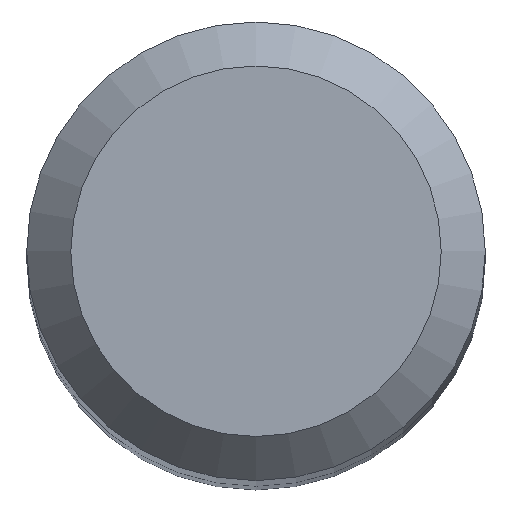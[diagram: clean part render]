
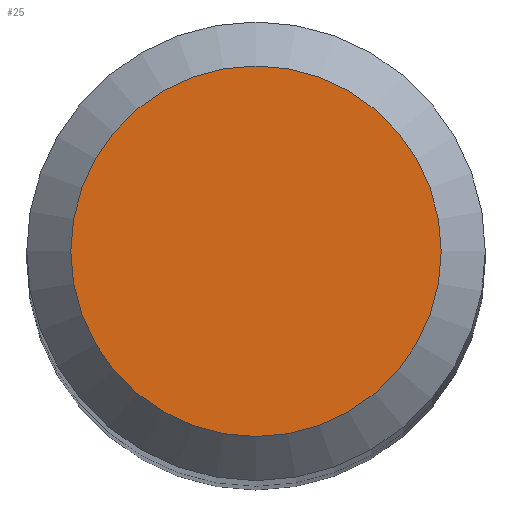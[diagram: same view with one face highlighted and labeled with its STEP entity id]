
A CAD part, top view. The second image highlights one B-rep face of the part: STEP entity #25.
In plain terms, the highlighted planar face has unit normal (0, 0, 1).
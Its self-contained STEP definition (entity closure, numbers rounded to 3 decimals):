
#4 = CIRCLE ( 'NONE', #52, 2.1 ) ;
#25 = ADVANCED_FACE ( 'NONE', ( #108 ), #171, .F. ) ;
#28 = AXIS2_PLACEMENT_3D ( 'NONE', #154, #92, #73 ) ;
#46 = VERTEX_POINT ( 'NONE', #202 ) ;
#52 = AXIS2_PLACEMENT_3D ( 'NONE', #65, #160, #174 ) ;
#65 = CARTESIAN_POINT ( 'NONE',  ( 0., 0., 62. ) ) ;
#73 = DIRECTION ( 'NONE',  ( 0., 1., 0. ) ) ;
#92 = DIRECTION ( 'NONE',  ( 0., 0., -1. ) ) ;
#108 = FACE_OUTER_BOUND ( 'NONE', #151, .T. ) ;
#126 = ORIENTED_EDGE ( 'NONE', *, *, #137, .F. ) ;
#137 = EDGE_CURVE ( 'NONE', #46, #46, #4, .T. ) ;
#151 = EDGE_LOOP ( 'NONE', ( #126 ) ) ;
#154 = CARTESIAN_POINT ( 'NONE',  ( 0., 0., 62. ) ) ;
#160 = DIRECTION ( 'NONE',  ( 0., 0., -1. ) ) ;
#171 = PLANE ( 'NONE',  #28 ) ;
#174 = DIRECTION ( 'NONE',  ( 0., 1., 0. ) ) ;
#202 = CARTESIAN_POINT ( 'NONE',  ( 0., 2.1, 62. ) ) ;
